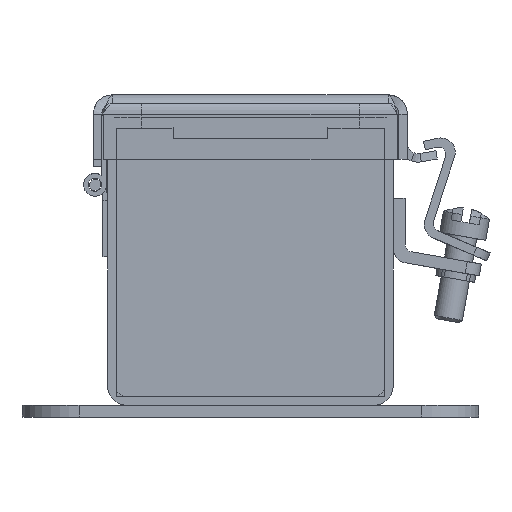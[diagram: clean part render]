
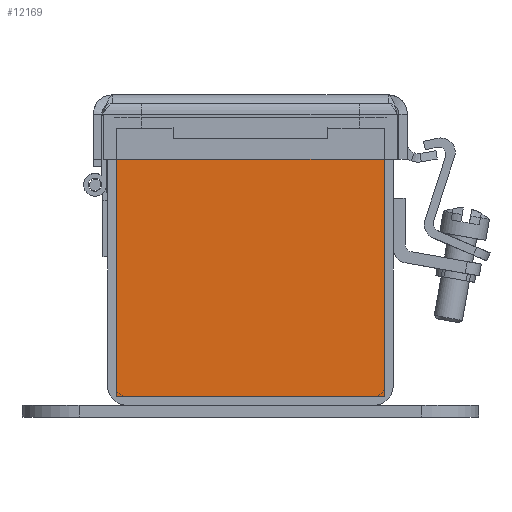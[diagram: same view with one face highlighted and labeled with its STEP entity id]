
A CAD part, left-side view. The second image highlights one B-rep face of the part: STEP entity #12169.
In plain terms, the highlighted planar face has unit normal (-1, 0, 0).
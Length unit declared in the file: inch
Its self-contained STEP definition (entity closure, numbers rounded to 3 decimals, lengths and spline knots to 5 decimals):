
#503 = ORIENTED_EDGE ( 'NONE', *, *, #10586, .F. ) ;
#608 = LINE ( 'NONE', #37188, #10657 ) ;
#1158 = LINE ( 'NONE', #24651, #30014 ) ;
#1766 = EDGE_CURVE ( 'NONE', #17910, #18556, #17484, .T. ) ;
#2013 = VERTEX_POINT ( 'NONE', #15593 ) ;
#2233 = CARTESIAN_POINT ( 'NONE',  ( -24., 0.6775, 0. ) ) ;
#2572 = CARTESIAN_POINT ( 'NONE',  ( -24., 1.176, -1.176 ) ) ;
#2756 = CARTESIAN_POINT ( 'NONE',  ( -24., 0.6775, 1.08205 ) ) ;
#3220 = VERTEX_POINT ( 'NONE', #39744 ) ;
#3383 = EDGE_CURVE ( 'NONE', #38734, #17910, #12000, .T. ) ;
#4693 = VECTOR ( 'NONE', #21468, 39.37008 ) ;
#5183 = DIRECTION ( 'NONE',  ( 0., 1., 0. ) ) ;
#5464 = ORIENTED_EDGE ( 'NONE', *, *, #15757, .F. ) ;
#5549 = ORIENTED_EDGE ( 'NONE', *, *, #14171, .F. ) ;
#5570 = LINE ( 'NONE', #5793, #4693 ) ;
#5599 = LINE ( 'NONE', #2572, #19584 ) ;
#5793 = CARTESIAN_POINT ( 'NONE',  ( -24., -0.6777, 1.176 ) ) ;
#6173 = CARTESIAN_POINT ( 'NONE',  ( -24., 0.6777, 1.08205 ) ) ;
#6548 = CARTESIAN_POINT ( 'NONE',  ( -24., 1.176, 1.176 ) ) ;
#6774 = DIRECTION ( 'NONE',  ( 0., -1., 0. ) ) ;
#7677 = VERTEX_POINT ( 'NONE', #23115 ) ;
#8007 = CARTESIAN_POINT ( 'NONE',  ( -24., 0.6777, 1.08205 ) ) ;
#8047 = DIRECTION ( 'NONE',  ( 0., 0., -1. ) ) ;
#8846 = LINE ( 'NONE', #22151, #18204 ) ;
#10241 = CARTESIAN_POINT ( 'NONE',  ( -24., 1.176, -1.176 ) ) ;
#10586 = EDGE_CURVE ( 'NONE', #39553, #21165, #11776, .T. ) ;
#10657 = VECTOR ( 'NONE', #34110, 39.37008 ) ;
#10727 = CARTESIAN_POINT ( 'NONE',  ( -24., -0.6775, 1.08225 ) ) ;
#10913 = CARTESIAN_POINT ( 'NONE',  ( -24., 0., 1.08225 ) ) ;
#11376 = LINE ( 'NONE', #10913, #29978 ) ;
#11406 = VECTOR ( 'NONE', #6774, 39.37008 ) ;
#11776 = LINE ( 'NONE', #2233, #39882 ) ;
#12000 = LINE ( 'NONE', #15059, #36389 ) ;
#12169 = ADVANCED_FACE ( 'NONE', ( #33731 ), #26487, .F. ) ;
#13607 = DIRECTION ( 'NONE',  ( 1., 0., 0. ) ) ;
#14038 = ORIENTED_EDGE ( 'NONE', *, *, #41820, .F. ) ;
#14171 = EDGE_CURVE ( 'NONE', #7677, #38734, #5599, .T. ) ;
#14170 = CARTESIAN_POINT ( 'NONE',  ( -24., -1.176, 1.176 ) ) ;
#14277 = EDGE_CURVE ( 'NONE', #29633, #39553, #8846, .T. ) ;
#15049 = CARTESIAN_POINT ( 'NONE',  ( -24., -0.6775, 0. ) ) ;
#15059 = CARTESIAN_POINT ( 'NONE',  ( -24., 1.176, 1.176 ) ) ;
#15593 = CARTESIAN_POINT ( 'NONE',  ( -24., -0.6775, 1.08205 ) ) ;
#15710 = DIRECTION ( 'NONE',  ( 0., 0., 1. ) ) ;
#15757 = EDGE_CURVE ( 'NONE', #31138, #2013, #18791, .T. ) ;
#16320 = CARTESIAN_POINT ( 'NONE',  ( -24., 0.6777, 1.176 ) ) ;
#16767 = ORIENTED_EDGE ( 'NONE', *, *, #18007, .F. ) ;
#16896 = EDGE_LOOP ( 'NONE', ( #36778, #5464, #14038, #503, #25097, #28708, #27538, #27423, #5549, #16767, #33825, #36223 ) ) ;
#17305 = CARTESIAN_POINT ( 'NONE',  ( -24., 0.6775, 1.08225 ) ) ;
#17484 = LINE ( 'NONE', #14170, #39344 ) ;
#17910 = VERTEX_POINT ( 'NONE', #6548 ) ;
#18007 = EDGE_CURVE ( 'NONE', #32159, #7677, #1158, .T. ) ;
#18204 = VECTOR ( 'NONE', #35503, 39.37008 ) ;
#18556 = VERTEX_POINT ( 'NONE', #16320 ) ;
#18756 = AXIS2_PLACEMENT_3D ( 'NONE', #39811, #13607, #30019 ) ;
#18791 = LINE ( 'NONE', #15049, #27606 ) ;
#19584 = VECTOR ( 'NONE', #5183, 39.37008 ) ;
#21157 = VECTOR ( 'NONE', #29123, 39.37008 ) ;
#21165 = VERTEX_POINT ( 'NONE', #17305 ) ;
#21468 = DIRECTION ( 'NONE',  ( 0., 0., -1. ) ) ;
#22151 = CARTESIAN_POINT ( 'NONE',  ( -24., 0., 1.08205 ) ) ;
#22519 = LINE ( 'NONE', #36498, #11406 ) ;
#23115 = CARTESIAN_POINT ( 'NONE',  ( -24., -1.176, -1.176 ) ) ;
#24651 = CARTESIAN_POINT ( 'NONE',  ( -24., -1.176, -1.176 ) ) ;
#25097 = ORIENTED_EDGE ( 'NONE', *, *, #14277, .F. ) ;
#25490 = EDGE_CURVE ( 'NONE', #29633, #18556, #35222, .T. ) ;
#25540 = DIRECTION ( 'NONE',  ( 0., 0., 1. ) ) ;
#26487 = PLANE ( 'NONE',  #18756 ) ;
#27290 = CARTESIAN_POINT ( 'NONE',  ( -24., -0.6777, 1.176 ) ) ;
#27423 = ORIENTED_EDGE ( 'NONE', *, *, #3383, .F. ) ;
#27538 = ORIENTED_EDGE ( 'NONE', *, *, #1766, .F. ) ;
#27606 = VECTOR ( 'NONE', #38844, 39.37008 ) ;
#28708 = ORIENTED_EDGE ( 'NONE', *, *, #25490, .T. ) ;
#28976 = EDGE_CURVE ( 'NONE', #2013, #3220, #608, .T. ) ;
#29123 = DIRECTION ( 'NONE',  ( 0., 0., 1. ) ) ;
#29182 = EDGE_CURVE ( 'NONE', #42624, #32159, #22519, .T. ) ;
#29633 = VERTEX_POINT ( 'NONE', #8007 ) ;
#29978 = VECTOR ( 'NONE', #31057, 39.37008 ) ;
#30014 = VECTOR ( 'NONE', #8047, 39.37008 ) ;
#30019 = DIRECTION ( 'NONE',  ( 0., 1., 0. ) ) ;
#30592 = CARTESIAN_POINT ( 'NONE',  ( -24., -1.176, 1.176 ) ) ;
#31057 = DIRECTION ( 'NONE',  ( 0., -1., 0. ) ) ;
#31138 = VERTEX_POINT ( 'NONE', #10727 ) ;
#32159 = VERTEX_POINT ( 'NONE', #30592 ) ;
#33731 = FACE_OUTER_BOUND ( 'NONE', #16896, .T. ) ;
#33825 = ORIENTED_EDGE ( 'NONE', *, *, #29182, .F. ) ;
#34110 = DIRECTION ( 'NONE',  ( 0., -1., 0. ) ) ;
#35222 = LINE ( 'NONE', #6173, #21157 ) ;
#35503 = DIRECTION ( 'NONE',  ( 0., -1., 0. ) ) ;
#36223 = ORIENTED_EDGE ( 'NONE', *, *, #39451, .T. ) ;
#36389 = VECTOR ( 'NONE', #15710, 39.37008 ) ;
#36498 = CARTESIAN_POINT ( 'NONE',  ( -24., -1.176, 1.176 ) ) ;
#36778 = ORIENTED_EDGE ( 'NONE', *, *, #28976, .F. ) ;
#37188 = CARTESIAN_POINT ( 'NONE',  ( -24., 0., 1.08205 ) ) ;
#38734 = VERTEX_POINT ( 'NONE', #10241 ) ;
#38844 = DIRECTION ( 'NONE',  ( 0., 0., -1. ) ) ;
#39344 = VECTOR ( 'NONE', #40154, 39.37008 ) ;
#39451 = EDGE_CURVE ( 'NONE', #42624, #3220, #5570, .T. ) ;
#39553 = VERTEX_POINT ( 'NONE', #2756 ) ;
#39744 = CARTESIAN_POINT ( 'NONE',  ( -24., -0.6777, 1.08205 ) ) ;
#39811 = CARTESIAN_POINT ( 'NONE',  ( -24., 0., 0. ) ) ;
#39882 = VECTOR ( 'NONE', #25540, 39.37008 ) ;
#40154 = DIRECTION ( 'NONE',  ( 0., -1., 0. ) ) ;
#41820 = EDGE_CURVE ( 'NONE', #21165, #31138, #11376, .T. ) ;
#42624 = VERTEX_POINT ( 'NONE', #27290 ) ;
